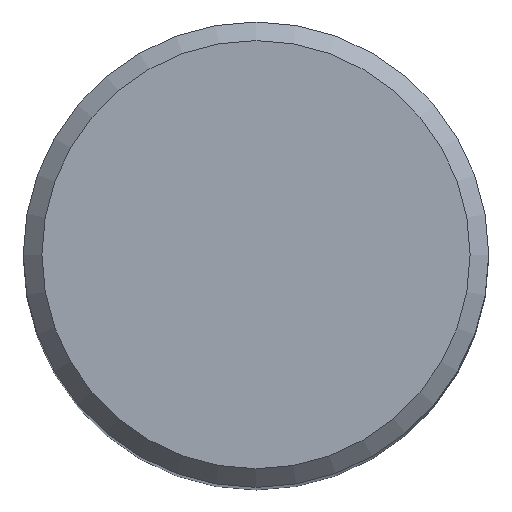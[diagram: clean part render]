
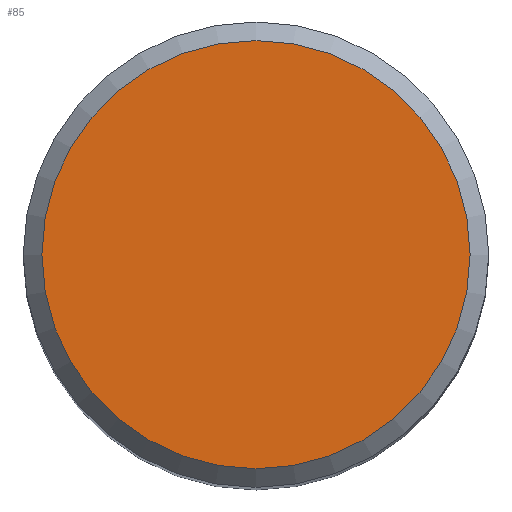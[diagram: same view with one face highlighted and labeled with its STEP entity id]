
A CAD part, top view. The second image highlights one B-rep face of the part: STEP entity #85.
In plain terms, the highlighted planar face has unit normal (0, 0, 1).
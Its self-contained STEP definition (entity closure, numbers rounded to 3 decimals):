
#85=ADVANCED_FACE('NONE',(#102),#98,.T.);
#98=PLANE('',#241);
#102=FACE_OUTER_BOUND('',#107,.T.);
#107=EDGE_LOOP('',(#128));
#128=ORIENTED_EDGE('',*,*,#169,.F.);
#156=VERTEX_POINT('',#363);
#169=EDGE_CURVE('NONE',#156,#156,#183,.T.);
#183=CIRCLE('',#240,4.6);
#240=AXIS2_PLACEMENT_3D('',#362,#272,#273);
#241=AXIS2_PLACEMENT_3D('',#364,#274,#275);
#272=DIRECTION('',(0.,0.,-1.));
#273=DIRECTION('',(1.,0.,0.));
#274=DIRECTION('',(0.,0.,1.));
#275=DIRECTION('',(-1.,0.,0.));
#362=CARTESIAN_POINT('',(0.,0.,0.));
#363=CARTESIAN_POINT('',(4.6,0.,0.));
#364=CARTESIAN_POINT('',(0.,0.,0.));
